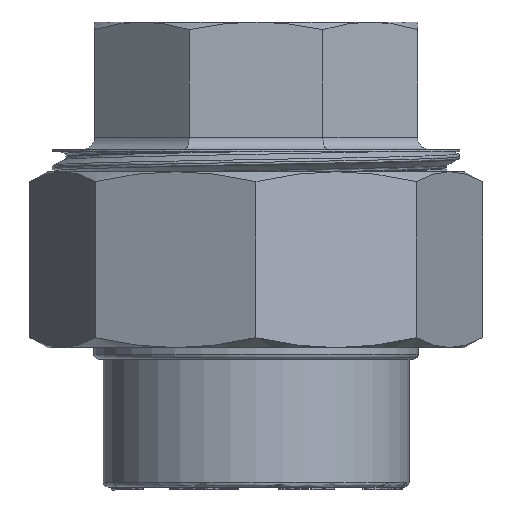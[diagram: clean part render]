
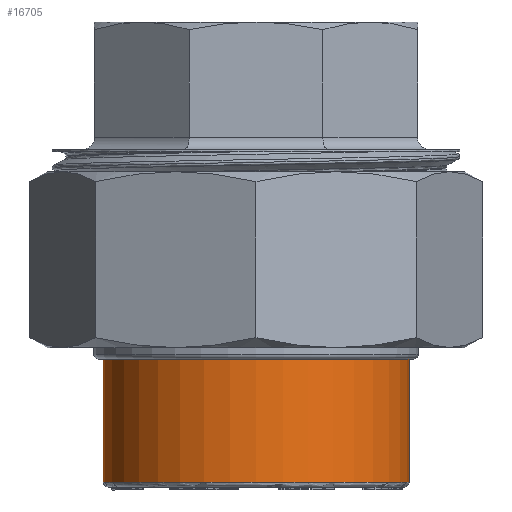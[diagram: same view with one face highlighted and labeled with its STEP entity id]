
A CAD part, front view. The second image highlights one B-rep face of the part: STEP entity #16705.
In plain terms, the highlighted cylindrical face has radius 15.65 mm (diameter 31.3 mm), a full revolution.
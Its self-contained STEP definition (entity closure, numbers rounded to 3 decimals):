
#797=LINE('',#23942,#3037);
#3037=VECTOR('',#19193,15.65);
#4740=CYLINDRICAL_SURFACE('',#17647,15.65);
#5617=FACE_OUTER_BOUND('',#6533,.T.);
#6533=EDGE_LOOP('',(#12264,#12265,#12266,#12267));
#7434=CIRCLE('',#17627,15.65);
#7447=CIRCLE('',#17646,15.65);
#7525=VERTEX_POINT('',#22777);
#8080=VERTEX_POINT('',#23938);
#9183=EDGE_CURVE('',#7525,#7525,#7434,.T.);
#9741=EDGE_CURVE('',#8080,#8080,#7447,.T.);
#9742=EDGE_CURVE('',#8080,#7525,#797,.T.);
#12264=ORIENTED_EDGE('',*,*,#9741,.T.);
#12265=ORIENTED_EDGE('',*,*,#9742,.T.);
#12266=ORIENTED_EDGE('',*,*,#9183,.T.);
#12267=ORIENTED_EDGE('',*,*,#9742,.F.);
#16705=ADVANCED_FACE('',(#5617),#4740,.T.);
#17627=AXIS2_PLACEMENT_3D('',#22778,#18613,#18614);
#17646=AXIS2_PLACEMENT_3D('',#23940,#19189,#19190);
#17647=AXIS2_PLACEMENT_3D('',#23941,#19191,#19192);
#18613=DIRECTION('center_axis',(0.,0.,
1.));
#18614=DIRECTION('ref_axis',(0.94,0.342,0.));
#19189=DIRECTION('center_axis',(0.,0.,
-1.));
#19190=DIRECTION('ref_axis',(0.94,0.342,0.));
#19191=DIRECTION('center_axis',(0.,0.,
1.));
#19192=DIRECTION('ref_axis',(0.94,0.342,0.));
#19193=DIRECTION('',(0.,0.,-1.));
#22777=CARTESIAN_POINT('',(48.482,-5.922,24.49));
#22778=CARTESIAN_POINT('Origin',(63.188,-0.569,24.49));
#23938=CARTESIAN_POINT('',(48.482,-5.922,37.09));
#23940=CARTESIAN_POINT('Origin',(63.188,-0.569,37.09));
#23941=CARTESIAN_POINT('Origin',(63.188,-0.569,15.79));
#23942=CARTESIAN_POINT('',(48.482,-5.922,15.79));
